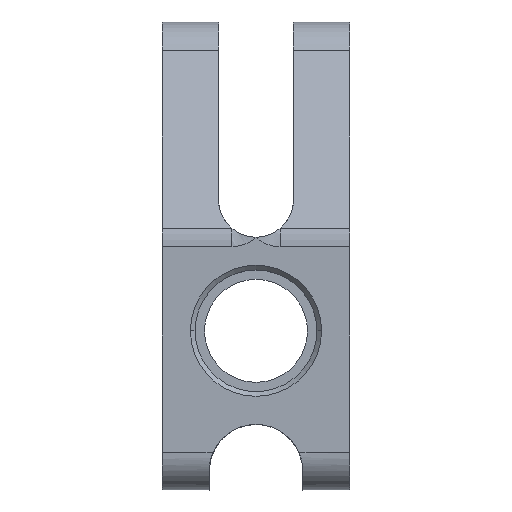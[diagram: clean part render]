
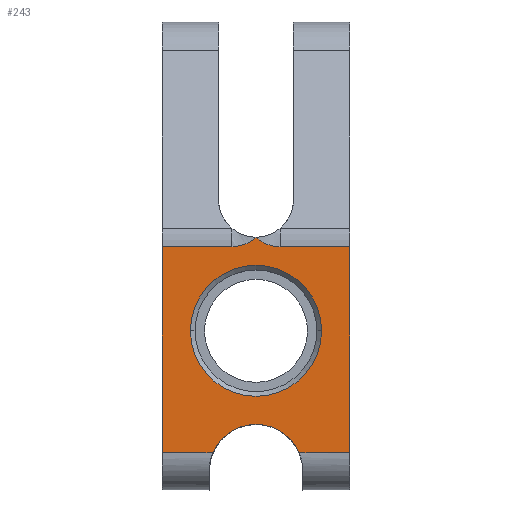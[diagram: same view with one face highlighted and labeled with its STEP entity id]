
A CAD part, top view. The second image highlights one B-rep face of the part: STEP entity #243.
In plain terms, the highlighted planar face has unit normal (0, 0, 1).
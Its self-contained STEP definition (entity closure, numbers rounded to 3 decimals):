
#107 = CARTESIAN_POINT ( 'NONE',  ( 0., 10., 0. ) ) ;
#129 = LINE ( 'NONE', #1592, #1504 ) ;
#131 = EDGE_LOOP ( 'NONE', ( #172, #526, #3189, #1772, #3533, #407, #219, #1805, #3476 ) ) ;
#171 = LINE ( 'NONE', #3489, #1391 ) ;
#172 = ORIENTED_EDGE ( 'NONE', *, *, #2289, .T. ) ;
#219 = ORIENTED_EDGE ( 'NONE', *, *, #3338, .T. ) ;
#232 = CARTESIAN_POINT ( 'NONE',  ( 10., -13., 0. ) ) ;
#243 = ADVANCED_FACE ( 'NONE', ( #2606, #1534 ), #3373, .F. ) ;
#269 = CARTESIAN_POINT ( 'NONE',  ( 2.564, 8.991, 0. ) ) ;
#314 = CARTESIAN_POINT ( 'NONE',  ( -2.564, 8.991, 0. ) ) ;
#322 = CARTESIAN_POINT ( 'NONE',  ( -0.955, 9.319, 0. ) ) ;
#368 = CARTESIAN_POINT ( 'NONE',  ( -2.564, 8.991, 0. ) ) ;
#396 = VECTOR ( 'NONE', #2345, 1000. ) ;
#407 = ORIENTED_EDGE ( 'NONE', *, *, #451, .T. ) ;
#421 = EDGE_CURVE ( 'NONE', #949, #2967, #1259, .T. ) ;
#441 = LINE ( 'NONE', #2283, #2741 ) ;
#451 = EDGE_CURVE ( 'NONE', #2746, #930, #3216, .T. ) ;
#511 = EDGE_CURVE ( 'NONE', #640, #1246, #129, .T. ) ;
#524 = CARTESIAN_POINT ( 'NONE',  ( -10., -10., 0. ) ) ;
#526 = ORIENTED_EDGE ( 'NONE', *, *, #2407, .F. ) ;
#640 = VERTEX_POINT ( 'NONE', #368 ) ;
#641 = CARTESIAN_POINT ( 'NONE',  ( 0., -15., 0. ) ) ;
#664 = EDGE_CURVE ( 'NONE', #2251, #2253, #441, .T. ) ;
#709 = EDGE_CURVE ( 'NONE', #2251, #2746, #2344, .T. ) ;
#747 = EDGE_CURVE ( 'NONE', #1065, #2253, #1499, .T. ) ;
#748 = CARTESIAN_POINT ( 'NONE',  ( -7., 0., 0. ) ) ;
#861 = CARTESIAN_POINT ( 'NONE',  ( 4.583, -13., 0. ) ) ;
#872 = CARTESIAN_POINT ( 'NONE',  ( -0.74, 9.426, 0. ) ) ;
#910 = DIRECTION ( 'NONE',  ( 0., 0., -1. ) ) ;
#925 = CARTESIAN_POINT ( 'NONE',  ( 0., 0., 0. ) ) ;
#930 = VERTEX_POINT ( 'NONE', #1645 ) ;
#938 = CARTESIAN_POINT ( 'NONE',  ( -1.397, 9.153, 0. ) ) ;
#949 = VERTEX_POINT ( 'NONE', #1940 ) ;
#1054 = CIRCLE ( 'NONE', #2024, 7. ) ;
#1065 = VERTEX_POINT ( 'NONE', #861 ) ;
#1133 = CARTESIAN_POINT ( 'NONE',  ( 0.164, 9.828, 0. ) ) ;
#1142 = CARTESIAN_POINT ( 'NONE',  ( -0.445, 9.616, 0. ) ) ;
#1202 = DIRECTION ( 'NONE',  ( 0., 0., 1. ) ) ;
#1246 = VERTEX_POINT ( 'NONE', #2249 ) ;
#1259 = CIRCLE ( 'NONE', #2040, 7. ) ;
#1260 = CARTESIAN_POINT ( 'NONE',  ( 0., 8.991, 0. ) ) ;
#1329 = AXIS2_PLACEMENT_3D ( 'NONE', #641, #1202, #2538 ) ;
#1391 = VECTOR ( 'NONE', #2392, 1000. ) ;
#1456 = DIRECTION ( 'NONE',  ( 0., -1., 0. ) ) ;
#1499 = LINE ( 'NONE', #3430, #396 ) ;
#1504 = VECTOR ( 'NONE', #3492, 1000. ) ;
#1534 = FACE_OUTER_BOUND ( 'NONE', #131, .T. ) ;
#1592 = CARTESIAN_POINT ( 'NONE',  ( 0., 8.991, 0. ) ) ;
#1616 = CARTESIAN_POINT ( 'NONE',  ( 0., 0., 0. ) ) ;
#1632 = CARTESIAN_POINT ( 'NONE',  ( 1.624, 9.092, 0. ) ) ;
#1642 = CARTESIAN_POINT ( 'NONE',  ( -0.081, 9.915, 0. ) ) ;
#1643 = DIRECTION ( 'NONE',  ( -1., 0., 0. ) ) ;
#1645 = CARTESIAN_POINT ( 'NONE',  ( 0., 10., 0. ) ) ;
#1689 = ORIENTED_EDGE ( 'NONE', *, *, #421, .T. ) ;
#1772 = ORIENTED_EDGE ( 'NONE', *, *, #664, .F. ) ;
#1779 = CARTESIAN_POINT ( 'NONE',  ( 2.564, 8.991, 0. ) ) ;
#1805 = ORIENTED_EDGE ( 'NONE', *, *, #511, .T. ) ;
#1829 = DIRECTION ( 'NONE',  ( 0., -1., 0. ) ) ;
#1909 = CARTESIAN_POINT ( 'NONE',  ( 2.327, 8.991, 0. ) ) ;
#1925 = CARTESIAN_POINT ( 'NONE',  ( 0., 10., 0. ) ) ;
#1937 = CARTESIAN_POINT ( 'NONE',  ( -0.169, 9.833, 0. ) ) ;
#1940 = CARTESIAN_POINT ( 'NONE',  ( 7., 0., 0. ) ) ;
#1983 = CARTESIAN_POINT ( 'NONE',  ( -10., -13., 0. ) ) ;
#2024 = AXIS2_PLACEMENT_3D ( 'NONE', #925, #910, #2796 ) ;
#2040 = AXIS2_PLACEMENT_3D ( 'NONE', #1616, #2457, #1643 ) ;
#2071 = CARTESIAN_POINT ( 'NONE',  ( -2.089, 9.011, 0. ) ) ;
#2087 = B_SPLINE_CURVE_WITH_KNOTS ( 'NONE', 3,
 ( #2747, #1642, #1937, #2187, #1142, #872, #322, #938, #3501, #2071, #3250, #314 ),
 .UNSPECIFIED., .F., .F.,
 ( 4, 2, 2, 2, 2, 4 ),
 ( 0., 0., 0.001, 0.001, 0.002, 0.003 ),
 .UNSPECIFIED. ) ;
#2161 = CARTESIAN_POINT ( 'NONE',  ( 2.089, 9.011, 0. ) ) ;
#2187 = CARTESIAN_POINT ( 'NONE',  ( -0.35, 9.684, 0. ) ) ;
#2235 = EDGE_CURVE ( 'NONE', #1246, #3454, #2768, .T. ) ;
#2238 = EDGE_LOOP ( 'NONE', ( #1689, #3265 ) ) ;
#2249 = CARTESIAN_POINT ( 'NONE',  ( -10., 8.991, 0. ) ) ;
#2251 = VERTEX_POINT ( 'NONE', #2639 ) ;
#2253 = VERTEX_POINT ( 'NONE', #232 ) ;
#2265 = CIRCLE ( 'NONE', #1329, 5. ) ;
#2283 = CARTESIAN_POINT ( 'NONE',  ( 10., 500000., 0. ) ) ;
#2289 = EDGE_CURVE ( 'NONE', #3454, #2608, #171, .T. ) ;
#2344 = LINE ( 'NONE', #1260, #2986 ) ;
#2345 = DIRECTION ( 'NONE',  ( 1., 0., 0. ) ) ;
#2357 = AXIS2_PLACEMENT_3D ( 'NONE', #107, #2544, #2830 ) ;
#2392 = DIRECTION ( 'NONE',  ( 1., 0., 0. ) ) ;
#2407 = EDGE_CURVE ( 'NONE', #1065, #2608, #2265, .T. ) ;
#2457 = DIRECTION ( 'NONE',  ( 0., 0., -1. ) ) ;
#2467 = VECTOR ( 'NONE', #1829, 1000. ) ;
#2469 = CARTESIAN_POINT ( 'NONE',  ( 0.955, 9.319, 0. ) ) ;
#2538 = DIRECTION ( 'NONE',  ( 1., 0., 0. ) ) ;
#2544 = DIRECTION ( 'NONE',  ( 0., 0., -1. ) ) ;
#2606 = FACE_BOUND ( 'NONE', #2238, .T. ) ;
#2608 = VERTEX_POINT ( 'NONE', #3241 ) ;
#2639 = CARTESIAN_POINT ( 'NONE',  ( 10., 8.991, 0. ) ) ;
#2741 = VECTOR ( 'NONE', #1456, 1000. ) ;
#2746 = VERTEX_POINT ( 'NONE', #1779 ) ;
#2747 = CARTESIAN_POINT ( 'NONE',  ( 0., 10., 0. ) ) ;
#2748 = CARTESIAN_POINT ( 'NONE',  ( 0.347, 9.679, 0. ) ) ;
#2768 = LINE ( 'NONE', #524, #2467 ) ;
#2796 = DIRECTION ( 'NONE',  ( -1., 0., 0. ) ) ;
#2830 = DIRECTION ( 'NONE',  ( -1., 0., 0. ) ) ;
#2856 = DIRECTION ( 'NONE',  ( -1., 0., 0. ) ) ;
#2967 = VERTEX_POINT ( 'NONE', #748 ) ;
#2986 = VECTOR ( 'NONE', #2856, 1000. ) ;
#3009 = CARTESIAN_POINT ( 'NONE',  ( 1.397, 9.153, 0. ) ) ;
#3180 = EDGE_CURVE ( 'NONE', #2967, #949, #1054, .T. ) ;
#3189 = ORIENTED_EDGE ( 'NONE', *, *, #747, .T. ) ;
#3216 = B_SPLINE_CURVE_WITH_KNOTS ( 'NONE', 3,
 ( #269, #1909, #2161, #1632, #3009, #2469, #3262, #2748, #1133, #1925 ),
 .UNSPECIFIED., .F., .F.,
 ( 4, 2, 2, 2, 4 ),
 ( 0., 0.001, 0.001, 0.002, 0.003 ),
 .UNSPECIFIED. ) ;
#3241 = CARTESIAN_POINT ( 'NONE',  ( -4.583, -13., 0. ) ) ;
#3250 = CARTESIAN_POINT ( 'NONE',  ( -2.327, 8.991, 0. ) ) ;
#3262 = CARTESIAN_POINT ( 'NONE',  ( 0.741, 9.426, 0. ) ) ;
#3265 = ORIENTED_EDGE ( 'NONE', *, *, #3180, .T. ) ;
#3338 = EDGE_CURVE ( 'NONE', #930, #640, #2087, .T. ) ;
#3373 = PLANE ( 'NONE',  #2357 ) ;
#3430 = CARTESIAN_POINT ( 'NONE',  ( -10., -13., 0. ) ) ;
#3454 = VERTEX_POINT ( 'NONE', #1983 ) ;
#3476 = ORIENTED_EDGE ( 'NONE', *, *, #2235, .T. ) ;
#3489 = CARTESIAN_POINT ( 'NONE',  ( -10., -13., 0. ) ) ;
#3492 = DIRECTION ( 'NONE',  ( -1., 0., 0. ) ) ;
#3501 = CARTESIAN_POINT ( 'NONE',  ( -1.624, 9.092, 0. ) ) ;
#3533 = ORIENTED_EDGE ( 'NONE', *, *, #709, .T. ) ;
